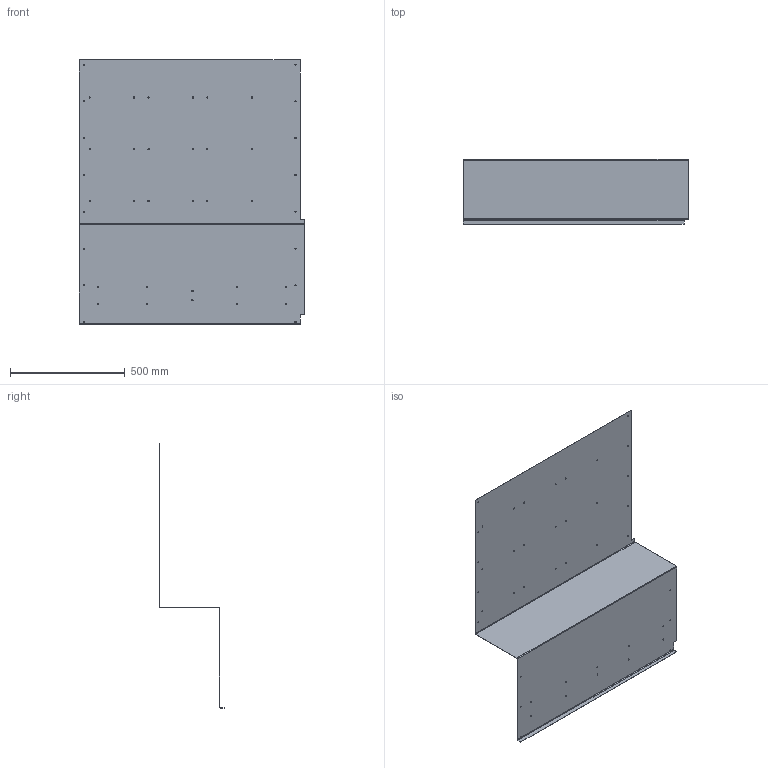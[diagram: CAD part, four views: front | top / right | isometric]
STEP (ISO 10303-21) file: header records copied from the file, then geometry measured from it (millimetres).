
FILE_DESCRIPTION (( 'STEP AP203' ), '1' );
FILE_NAME ('buttom up-_Default_sldprt.STEP', '2024-03-16T15:25:33', ( 'M3tal' ), ( '' ), 'SwSTEP 2.0', 'SolidWorks 2020', '' );
FILE_SCHEMA (( 'CONFIG_CONTROL_DESIGN' ));
Length unit declared in the file: millimetre
Products named in the file (1): buttom up-_Default_sldprt
Bounding box: 980 x 281 x 1148 mm (x, y, z)
Volume: 1379698 mm3; surface area: 2764901 mm2
Topology: 1 solids, 1 shells, 126 faces, 348 edges, 224 vertices
Faces by surface type: cylinder 94, plane 32
Entity records: 4341 total; most frequent: DIRECTION 790, CARTESIAN_POINT 699, ORIENTED_EDGE 696, EDGE_CURVE 348, AXIS2_PLACEMENT_3D 315, VERTEX_POINT 224, EDGE_LOOP 214, CIRCLE 188
